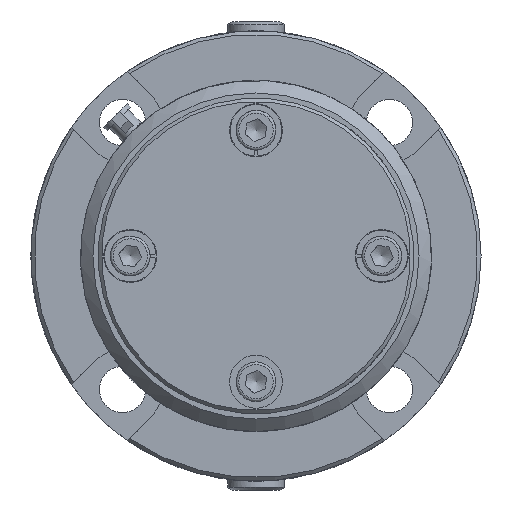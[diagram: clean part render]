
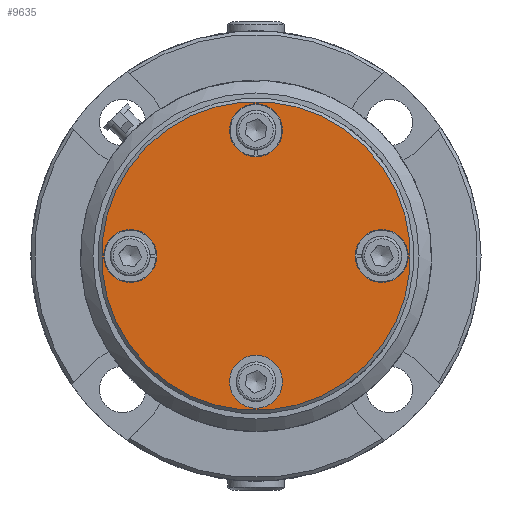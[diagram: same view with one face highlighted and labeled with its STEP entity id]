
A CAD part, left-side view. The second image highlights one B-rep face of the part: STEP entity #9635.
In plain terms, the highlighted planar face has unit normal (-1, 0, 0).
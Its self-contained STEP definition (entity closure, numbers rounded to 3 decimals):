
#604=FACE_BOUND('',#2902,.T.);
#605=FACE_BOUND('',#2903,.T.);
#606=FACE_BOUND('',#2904,.T.);
#607=FACE_BOUND('',#2905,.T.);
#792=PLANE('',#10240);
#2348=FACE_OUTER_BOUND('',#2901,.T.);
#2901=EDGE_LOOP('',(#6534));
#2902=EDGE_LOOP('',(#6535,#6536));
#2903=EDGE_LOOP('',(#6537,#6538));
#2904=EDGE_LOOP('',(#6539,#6540));
#2905=EDGE_LOOP('',(#6541,#6542));
#3534=CIRCLE('',#10241,37.05);
#3535=CIRCLE('',#10242,6.35);
#3536=CIRCLE('',#10243,6.35);
#3537=CIRCLE('',#10244,6.35);
#3538=CIRCLE('',#10245,6.35);
#3539=CIRCLE('',#10246,6.35);
#3540=CIRCLE('',#10247,6.35);
#3541=CIRCLE('',#10248,6.35);
#3542=CIRCLE('',#10249,6.35);
#3939=VERTEX_POINT('',#14130);
#3940=VERTEX_POINT('',#14132);
#3941=VERTEX_POINT('',#14133);
#3942=VERTEX_POINT('',#14136);
#3943=VERTEX_POINT('',#14137);
#3944=VERTEX_POINT('',#14140);
#3945=VERTEX_POINT('',#14141);
#3946=VERTEX_POINT('',#14144);
#3947=VERTEX_POINT('',#14145);
#4967=EDGE_CURVE('',#3939,#3939,#3534,.T.);
#4968=EDGE_CURVE('',#3940,#3941,#3535,.T.);
#4969=EDGE_CURVE('',#3941,#3940,#3536,.T.);
#4970=EDGE_CURVE('',#3942,#3943,#3537,.T.);
#4971=EDGE_CURVE('',#3943,#3942,#3538,.T.);
#4972=EDGE_CURVE('',#3944,#3945,#3539,.T.);
#4973=EDGE_CURVE('',#3945,#3944,#3540,.T.);
#4974=EDGE_CURVE('',#3946,#3947,#3541,.T.);
#4975=EDGE_CURVE('',#3947,#3946,#3542,.T.);
#6534=ORIENTED_EDGE('',*,*,#4967,.F.);
#6535=ORIENTED_EDGE('',*,*,#4968,.T.);
#6536=ORIENTED_EDGE('',*,*,#4969,.T.);
#6537=ORIENTED_EDGE('',*,*,#4970,.T.);
#6538=ORIENTED_EDGE('',*,*,#4971,.T.);
#6539=ORIENTED_EDGE('',*,*,#4972,.T.);
#6540=ORIENTED_EDGE('',*,*,#4973,.T.);
#6541=ORIENTED_EDGE('',*,*,#4974,.T.);
#6542=ORIENTED_EDGE('',*,*,#4975,.T.);
#9635=ADVANCED_FACE('',(#2348,#604,#605,#606,#607),#792,.T.);
#10240=AXIS2_PLACEMENT_3D('',#14129,#11367,#11368);
#10241=AXIS2_PLACEMENT_3D('',#14131,#11369,#11370);
#10242=AXIS2_PLACEMENT_3D('',#14134,#11371,#11372);
#10243=AXIS2_PLACEMENT_3D('',#14135,#11373,#11374);
#10244=AXIS2_PLACEMENT_3D('',#14138,#11375,#11376);
#10245=AXIS2_PLACEMENT_3D('',#14139,#11377,#11378);
#10246=AXIS2_PLACEMENT_3D('',#14142,#11379,#11380);
#10247=AXIS2_PLACEMENT_3D('',#14143,#11381,#11382);
#10248=AXIS2_PLACEMENT_3D('',#14146,#11383,#11384);
#10249=AXIS2_PLACEMENT_3D('',#14147,#11385,#11386);
#11367=DIRECTION('center_axis',(-1.,0.,0.));
#11368=DIRECTION('ref_axis',(0.,0.707,-0.707));
#11369=DIRECTION('center_axis',(1.,0.,0.));
#11370=DIRECTION('ref_axis',(0.,0.707,0.707));
#11371=DIRECTION('center_axis',(1.,0.,0.));
#11372=DIRECTION('ref_axis',(0.,-0.707,-0.707));
#11373=DIRECTION('center_axis',(1.,0.,0.));
#11374=DIRECTION('ref_axis',(0.,-0.707,-0.707));
#11375=DIRECTION('center_axis',(1.,0.,0.));
#11376=DIRECTION('ref_axis',(0.,-0.707,0.707));
#11377=DIRECTION('center_axis',(1.,0.,0.));
#11378=DIRECTION('ref_axis',(0.,-0.707,0.707));
#11379=DIRECTION('center_axis',(1.,0.,0.));
#11380=DIRECTION('ref_axis',(0.,0.707,0.707));
#11381=DIRECTION('center_axis',(1.,0.,0.));
#11382=DIRECTION('ref_axis',(0.,0.707,0.707));
#11383=DIRECTION('center_axis',(1.,0.,0.));
#11384=DIRECTION('ref_axis',(0.,0.707,-0.707));
#11385=DIRECTION('center_axis',(1.,0.,0.));
#11386=DIRECTION('ref_axis',(0.,0.707,-0.707));
#14129=CARTESIAN_POINT('Origin',(-134.46,-13.382,-13.382));
#14130=CARTESIAN_POINT('',(-134.46,-26.198,-26.198));
#14131=CARTESIAN_POINT('Origin',(-134.46,0.,0.));
#14132=CARTESIAN_POINT('',(-134.46,-4.49,-34.64));
#14133=CARTESIAN_POINT('',(-134.46,4.49,-25.66));
#14134=CARTESIAN_POINT('Origin',(-134.46,0.,-30.15));
#14135=CARTESIAN_POINT('Origin',(-134.46,0.,-30.15));
#14136=CARTESIAN_POINT('',(-134.46,-34.64,4.49));
#14137=CARTESIAN_POINT('',(-134.46,-25.66,-4.49));
#14138=CARTESIAN_POINT('Origin',(-134.46,-30.15,0.));
#14139=CARTESIAN_POINT('Origin',(-134.46,-30.15,0.));
#14140=CARTESIAN_POINT('',(-134.46,4.49,34.64));
#14141=CARTESIAN_POINT('',(-134.46,-4.49,25.66));
#14142=CARTESIAN_POINT('Origin',(-134.46,0.,30.15));
#14143=CARTESIAN_POINT('Origin',(-134.46,0.,30.15));
#14144=CARTESIAN_POINT('',(-134.46,34.64,-4.49));
#14145=CARTESIAN_POINT('',(-134.46,25.66,4.49));
#14146=CARTESIAN_POINT('Origin',(-134.46,30.15,0.));
#14147=CARTESIAN_POINT('Origin',(-134.46,30.15,0.));
